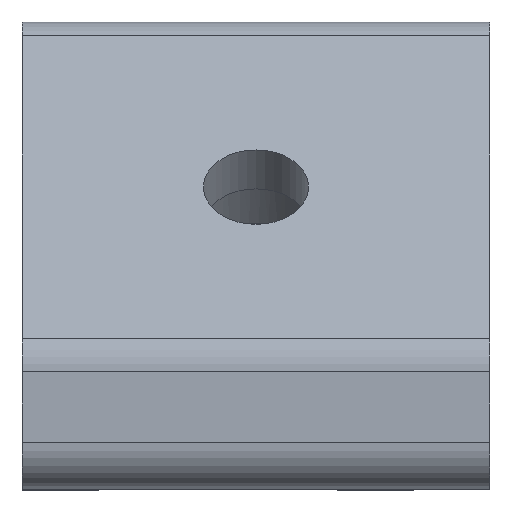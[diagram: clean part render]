
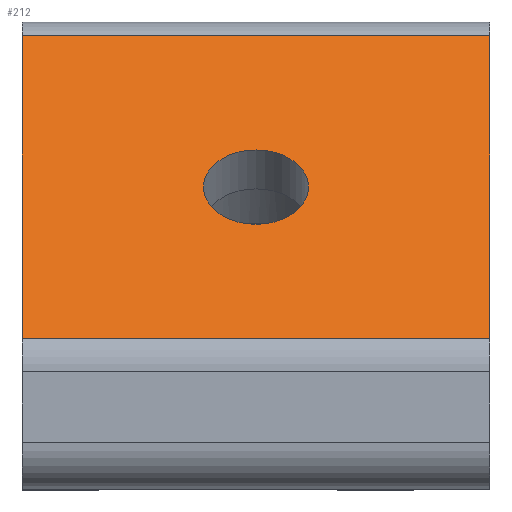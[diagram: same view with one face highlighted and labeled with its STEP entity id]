
A CAD part, top view. The second image highlights one B-rep face of the part: STEP entity #212.
In plain terms, the highlighted planar face has unit normal (0, 0.707, 0.707).
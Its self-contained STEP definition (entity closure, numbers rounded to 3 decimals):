
#212=ADVANCED_FACE('',(#337,#338),#339,.T.);
#337=FACE_BOUND('',#505,.T.);
#338=FACE_OUTER_BOUND('',#506,.T.);
#339=PLANE('',#507);
#505=EDGE_LOOP('',(#917));
#506=EDGE_LOOP('',(#918,#919,#920,#921));
#507=AXIS2_PLACEMENT_3D('',#922,#923,#924);
#917=ORIENTED_EDGE('',*,*,#1432,.T.);
#918=ORIENTED_EDGE('',*,*,#1433,.T.);
#919=ORIENTED_EDGE('',*,*,#1434,.T.);
#920=ORIENTED_EDGE('',*,*,#1435,.T.);
#921=ORIENTED_EDGE('',*,*,#1436,.T.);
#922=CARTESIAN_POINT('',(-64.891,40.0,11.716));
#923=DIRECTION('',(0.,0.707,0.707));
#924=DIRECTION('',(0.0,-0.707,0.707));
#1432=EDGE_CURVE('',#1780,#1780,#1781,.F.);
#1433=EDGE_CURVE('',#1782,#1783,#1784,.F.);
#1434=EDGE_CURVE('',#1783,#1785,#1786,.F.);
#1435=EDGE_CURVE('',#1785,#1787,#1788,.T.);
#1436=EDGE_CURVE('',#1787,#1782,#1789,.T.);
#1780=VERTEX_POINT('',#2550);
#1781=CIRCLE('',#2551,4.5);
#1782=VERTEX_POINT('',#2552);
#1783=VERTEX_POINT('',#2553);
#1784=LINE('',#2554,#2555);
#1785=VERTEX_POINT('',#2556);
#1786=LINE('',#2557,#2558);
#1787=VERTEX_POINT('',#2559);
#1788=LINE('',#2560,#2561);
#1789=LINE('',#2562,#2563);
#2550=CARTESIAN_POINT('',(0.,22.676,29.04));
#2551=AXIS2_PLACEMENT_3D('',#2946,#2947,#2948);
#2552=CARTESIAN_POINT('',(20.0,12.887,38.828));
#2553=CARTESIAN_POINT('',(20.0,38.828,12.887));
#2554=CARTESIAN_POINT('',(20.0,40.0,11.716));
#2555=VECTOR('',#2949,1.0);
#2556=CARTESIAN_POINT('',(-20.0,38.828,12.887));
#2557=CARTESIAN_POINT('',(-64.891,38.828,12.887));
#2558=VECTOR('',#2950,1.0);
#2559=CARTESIAN_POINT('',(-20.0,12.887,38.828));
#2560=CARTESIAN_POINT('',(-20.0,40.0,11.716));
#2561=VECTOR('',#2951,1.0);
#2562=CARTESIAN_POINT('',(-64.891,12.887,38.828));
#2563=VECTOR('',#2952,1.0);
#2946=CARTESIAN_POINT('',(0.,25.858,25.858));
#2947=DIRECTION('',(0.,0.707,0.707));
#2948=DIRECTION('',(0.0,-0.707,0.707));
#2949=DIRECTION('',(0.0,-0.707,0.707));
#2950=DIRECTION('',(1.0,0.,0.));
#2951=DIRECTION('',(0.0,-0.707,0.707));
#2952=DIRECTION('',(1.0,0.,0.));
